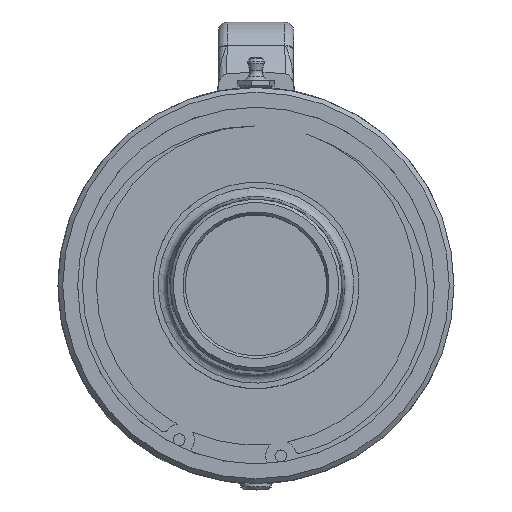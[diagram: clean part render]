
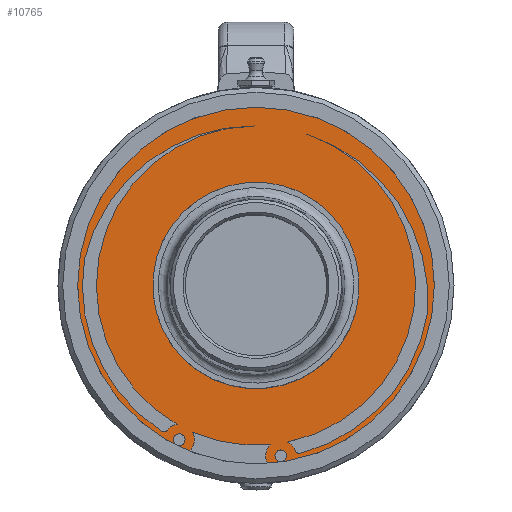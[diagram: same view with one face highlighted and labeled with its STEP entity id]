
A CAD part, top view. The second image highlights one B-rep face of the part: STEP entity #10765.
In plain terms, the highlighted planar face has unit normal (0, 0, 1).
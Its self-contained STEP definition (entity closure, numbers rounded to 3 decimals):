
#512=FACE_BOUND('',#2665,.T.);
#513=FACE_BOUND('',#2666,.T.);
#514=FACE_BOUND('',#2667,.T.);
#515=FACE_BOUND('',#2668,.T.);
#516=FACE_BOUND('',#2669,.T.);
#1406=PLANE('',#11648);
#1965=FACE_OUTER_BOUND('',#2664,.T.);
#2664=EDGE_LOOP('',(#9696,#9697,#9698,#9699,#9700));
#2665=EDGE_LOOP('',(#9701,#9702,#9703,#9704,#9705));
#2666=EDGE_LOOP('',(#9706,#9707,#9708,#9709,#9710));
#2667=EDGE_LOOP('',(#9711));
#2668=EDGE_LOOP('',(#9712));
#2669=EDGE_LOOP('',(#9713));
#2767=CIRCLE('',#10878,53.768);
#2769=CIRCLE('',#10881,53.768);
#2773=CIRCLE('',#10895,53.768);
#2775=CIRCLE('',#10899,58.665);
#2778=CIRCLE('',#10903,58.665);
#2779=CIRCLE('',#10905,5.15);
#2783=CIRCLE('',#10910,5.15);
#2786=CIRCLE('',#10914,5.15);
#3173=CIRCLE('',#11628,34.75);
#3175=CIRCLE('',#11634,1.98);
#3177=CIRCLE('',#11637,1.98);
#3178=CIRCLE('',#11639,58.455);
#3179=CIRCLE('',#11641,1.5);
#3180=CIRCLE('',#11643,5.15);
#3181=CIRCLE('',#11645,1.5);
#3182=CIRCLE('',#11647,58.455);
#3183=CIRCLE('',#11649,60.07);
#3184=CIRCLE('',#11650,60.07);
#4350=VERTEX_POINT('',#14209);
#4352=VERTEX_POINT('',#14213);
#4354=VERTEX_POINT('',#14218);
#4356=VERTEX_POINT('',#14222);
#4370=VERTEX_POINT('',#14527);
#4372=VERTEX_POINT('',#14530);
#4375=VERTEX_POINT('',#14558);
#4378=VERTEX_POINT('',#14566);
#4379=VERTEX_POINT('',#14570);
#4383=VERTEX_POINT('',#14580);
#4386=VERTEX_POINT('',#14588);
#5268=VERTEX_POINT('',#64780);
#5270=VERTEX_POINT('',#64789);
#5272=VERTEX_POINT('',#64795);
#5273=VERTEX_POINT('',#64799);
#5274=VERTEX_POINT('',#64805);
#5275=VERTEX_POINT('',#64809);
#5276=VERTEX_POINT('',#64815);
#5385=EDGE_CURVE('',#4352,#4350,#2767,.T.);
#5389=EDGE_CURVE('',#4356,#4354,#2769,.T.);
#5404=EDGE_CURVE('',#4370,#4372,#2773,.T.);
#5409=EDGE_CURVE('',#4375,#4354,#2775,.T.);
#5414=EDGE_CURVE('',#4370,#4378,#2778,.T.);
#5415=EDGE_CURVE('',#4379,#4350,#2779,.T.);
#5421=EDGE_CURVE('',#4356,#4383,#2783,.T.);
#5425=EDGE_CURVE('',#4352,#4386,#2786,.T.);
#6758=EDGE_CURVE('',#5268,#5268,#3173,.T.);
#6762=EDGE_CURVE('',#5270,#5270,#3175,.T.);
#6765=EDGE_CURVE('',#5272,#5272,#3177,.T.);
#6766=EDGE_CURVE('',#5273,#4375,#3178,.T.);
#6768=EDGE_CURVE('',#4383,#5273,#3179,.T.);
#6769=EDGE_CURVE('',#5274,#4372,#3180,.T.);
#6771=EDGE_CURVE('',#5275,#5274,#3181,.T.);
#6773=EDGE_CURVE('',#4378,#5275,#3182,.T.);
#6774=EDGE_CURVE('',#4386,#5276,#3183,.T.);
#6775=EDGE_CURVE('',#5276,#4379,#3184,.T.);
#9696=ORIENTED_EDGE('',*,*,#5385,.F.);
#9697=ORIENTED_EDGE('',*,*,#5425,.T.);
#9698=ORIENTED_EDGE('',*,*,#6774,.T.);
#9699=ORIENTED_EDGE('',*,*,#6775,.T.);
#9700=ORIENTED_EDGE('',*,*,#5415,.T.);
#9701=ORIENTED_EDGE('',*,*,#5414,.T.);
#9702=ORIENTED_EDGE('',*,*,#6773,.T.);
#9703=ORIENTED_EDGE('',*,*,#6771,.T.);
#9704=ORIENTED_EDGE('',*,*,#6769,.T.);
#9705=ORIENTED_EDGE('',*,*,#5404,.F.);
#9706=ORIENTED_EDGE('',*,*,#5389,.F.);
#9707=ORIENTED_EDGE('',*,*,#5421,.T.);
#9708=ORIENTED_EDGE('',*,*,#6768,.T.);
#9709=ORIENTED_EDGE('',*,*,#6766,.T.);
#9710=ORIENTED_EDGE('',*,*,#5409,.T.);
#9711=ORIENTED_EDGE('',*,*,#6758,.F.);
#9712=ORIENTED_EDGE('',*,*,#6762,.T.);
#9713=ORIENTED_EDGE('',*,*,#6765,.T.);
#10765=ADVANCED_FACE('',(#1965,#512,#513,#514,#515,#516),#1406,.T.);
#10878=AXIS2_PLACEMENT_3D('',#14215,#11812,#11813);
#10881=AXIS2_PLACEMENT_3D('',#14224,#11820,#11821);
#10895=AXIS2_PLACEMENT_3D('',#14531,#11849,#11850);
#10899=AXIS2_PLACEMENT_3D('',#14559,#11858,#11859);
#10903=AXIS2_PLACEMENT_3D('',#14568,#11868,#11869);
#10905=AXIS2_PLACEMENT_3D('',#14571,#11872,#11873);
#10910=AXIS2_PLACEMENT_3D('',#14582,#11884,#11885);
#10914=AXIS2_PLACEMENT_3D('',#14590,#11893,#11894);
#11628=AXIS2_PLACEMENT_3D('',#64781,#13801,#13802);
#11634=AXIS2_PLACEMENT_3D('',#64791,#13815,#13816);
#11637=AXIS2_PLACEMENT_3D('',#64797,#13822,#13823);
#11639=AXIS2_PLACEMENT_3D('',#64800,#13826,#13827);
#11641=AXIS2_PLACEMENT_3D('',#64803,#13831,#13832);
#11643=AXIS2_PLACEMENT_3D('',#64806,#13835,#13836);
#11645=AXIS2_PLACEMENT_3D('',#64810,#13840,#13841);
#11647=AXIS2_PLACEMENT_3D('',#64813,#13845,#13846);
#11648=AXIS2_PLACEMENT_3D('',#64814,#13847,#13848);
#11649=AXIS2_PLACEMENT_3D('',#64816,#13849,#13850);
#11650=AXIS2_PLACEMENT_3D('',#64817,#13851,#13852);
#11812=DIRECTION('center_axis',(0.,0.,-1.));
#11813=DIRECTION('ref_axis',(1.,0.,0.));
#11820=DIRECTION('center_axis',(0.,0.,-1.));
#11821=DIRECTION('ref_axis',(1.,0.,0.));
#11849=DIRECTION('center_axis',(0.,0.,-1.));
#11850=DIRECTION('ref_axis',(1.,0.,0.));
#11858=DIRECTION('center_axis',(0.,0.,-1.));
#11859=DIRECTION('ref_axis',(-0.997,0.074,0.));
#11868=DIRECTION('center_axis',(0.,0.,-1.));
#11869=DIRECTION('ref_axis',(-0.997,0.074,0.));
#11872=DIRECTION('center_axis',(0.,0.,1.));
#11873=DIRECTION('ref_axis',(-0.446,-0.895,0.));
#11884=DIRECTION('center_axis',(0.,0.,1.));
#11885=DIRECTION('ref_axis',(-0.446,-0.895,0.));
#11893=DIRECTION('center_axis',(0.,0.,1.));
#11894=DIRECTION('ref_axis',(0.938,0.346,0.));
#13801=DIRECTION('center_axis',(0.,0.,1.));
#13802=DIRECTION('ref_axis',(-0.092,0.996,0.));
#13815=DIRECTION('center_axis',(0.,0.,-1.));
#13816=DIRECTION('ref_axis',(-0.987,0.158,0.));
#13822=DIRECTION('center_axis',(0.,0.,-1.));
#13823=DIRECTION('ref_axis',(-0.987,0.158,0.));
#13826=DIRECTION('center_axis',(0.,0.,-1.));
#13827=DIRECTION('ref_axis',(0.987,-0.158,0.));
#13831=DIRECTION('center_axis',(0.,0.,-1.));
#13832=DIRECTION('ref_axis',(0.546,0.838,0.));
#13835=DIRECTION('center_axis',(0.,0.,1.));
#13836=DIRECTION('ref_axis',(0.938,0.346,0.));
#13840=DIRECTION('center_axis',(0.,0.,-1.));
#13841=DIRECTION('ref_axis',(0.938,0.346,0.));
#13845=DIRECTION('center_axis',(0.,0.,-1.));
#13846=DIRECTION('ref_axis',(-0.257,0.967,0.));
#13847=DIRECTION('center_axis',(0.,0.,1.));
#13848=DIRECTION('ref_axis',(1.,0.,0.));
#13849=DIRECTION('center_axis',(0.,0.,1.));
#13850=DIRECTION('ref_axis',(-1.,0.,0.));
#13851=DIRECTION('center_axis',(0.,0.,1.));
#13852=DIRECTION('ref_axis',(-1.,0.,0.));
#14209=CARTESIAN_POINT('',(-21.386,-49.331,-10.43));
#14213=CARTESIAN_POINT('',(4.898,-53.544,-10.43));
#14215=CARTESIAN_POINT('Origin',(0.,0.,-10.43));
#14218=CARTESIAN_POINT('',(-0.384,53.766,-10.43));
#14222=CARTESIAN_POINT('',(-26.552,-46.754,-10.43));
#14224=CARTESIAN_POINT('Origin',(0.,0.,-10.43));
#14527=CARTESIAN_POINT('',(17.168,50.953,-10.43));
#14530=CARTESIAN_POINT('',(10.61,-52.71,-10.43));
#14531=CARTESIAN_POINT('Origin',(0.,0.,-10.43));
#14558=CARTESIAN_POINT('',(-57.718,9.251,-10.43));
#14559=CARTESIAN_POINT('Origin',(-0.785,-4.898,-10.43));
#14566=CARTESIAN_POINT('',(57.718,-9.251,-10.43));
#14568=CARTESIAN_POINT('Origin',(-0.785,-4.898,-10.43));
#14570=CARTESIAN_POINT('',(-22.458,-55.714,-10.43));
#14571=CARTESIAN_POINT('Origin',(-25.873,-51.859,-10.43));
#14580=CARTESIAN_POINT('',(-29.908,-48.658,-10.43));
#14582=CARTESIAN_POINT('Origin',(-25.873,-51.859,-10.43));
#14588=CARTESIAN_POINT('',(3.921,-59.942,-10.43));
#14590=CARTESIAN_POINT('Origin',(8.37,-57.347,-10.43));
#64780=CARTESIAN_POINT('',(3.181,-34.604,-10.43));
#64781=CARTESIAN_POINT('Origin',(0.,0.,-10.43));
#64789=CARTESIAN_POINT('',(-23.918,-52.172,-10.43));
#64791=CARTESIAN_POINT('Origin',(-25.873,-51.859,-10.43));
#64795=CARTESIAN_POINT('',(10.325,-57.661,-10.43));
#64797=CARTESIAN_POINT('Origin',(8.37,-57.347,-10.43));
#64799=CARTESIAN_POINT('',(-31.901,-48.983,-10.43));
#64800=CARTESIAN_POINT('Origin',(0.,0.,-10.43));
#64803=CARTESIAN_POINT('Origin',(-31.083,-47.726,-10.43));
#64805=CARTESIAN_POINT('',(13.202,-55.568,-10.43));
#64806=CARTESIAN_POINT('Origin',(8.37,-57.347,-10.43));
#64809=CARTESIAN_POINT('',(14.995,-56.499,-10.43));
#64810=CARTESIAN_POINT('Origin',(14.61,-55.049,-10.43));
#64813=CARTESIAN_POINT('Origin',(0.,0.,-10.43));
#64814=CARTESIAN_POINT('Origin',(0.341,2.128,-10.43));
#64815=CARTESIAN_POINT('',(60.07,0.,-10.43));
#64816=CARTESIAN_POINT('Origin',(0.,0.,-10.43));
#64817=CARTESIAN_POINT('Origin',(0.,0.,-10.43));
